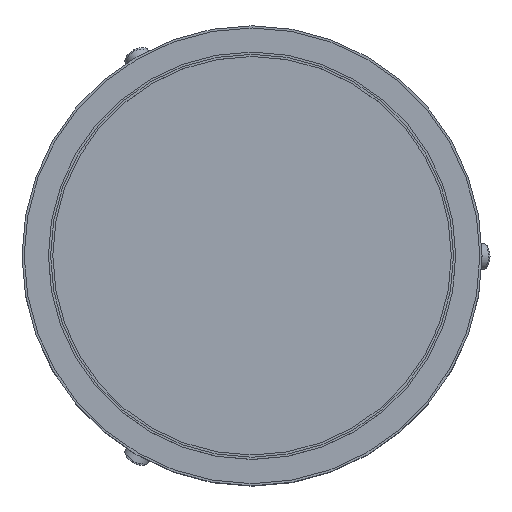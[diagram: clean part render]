
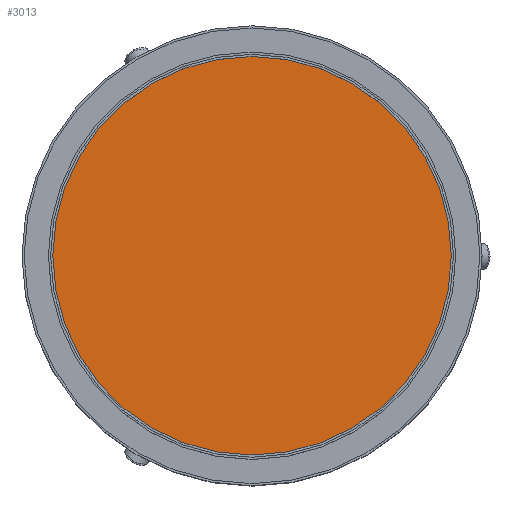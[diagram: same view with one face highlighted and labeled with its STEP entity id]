
A CAD part, top view. The second image highlights one B-rep face of the part: STEP entity #3013.
In plain terms, the highlighted planar face has unit normal (0, 0, 1).
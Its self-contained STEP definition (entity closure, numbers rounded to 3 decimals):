
#387=FACE_OUTER_BOUND('',#606,.T.);
#606=EDGE_LOOP('',(#2686));
#729=CIRCLE('',#3336,453.);
#1468=VERTEX_POINT('',#5796);
#1881=EDGE_CURVE('',#1468,#1468,#729,.T.);
#2686=ORIENTED_EDGE('',*,*,#1881,.T.);
#2852=PLANE('',#3335);
#3013=ADVANCED_FACE('',(#387),#2852,.T.);
#3335=AXIS2_PLACEMENT_3D('',#5795,#4143,#4144);
#3336=AXIS2_PLACEMENT_3D('',#5797,#4145,#4146);
#4143=DIRECTION('center_axis',(0.,0.,1.));
#4144=DIRECTION('ref_axis',(1.,0.,0.));
#4145=DIRECTION('center_axis',(0.,0.,1.));
#4146=DIRECTION('ref_axis',(-1.,0.,0.));
#5795=CARTESIAN_POINT('Origin',(0.,0.,
1188.));
#5796=CARTESIAN_POINT('',(453.,0.,1188.));
#5797=CARTESIAN_POINT('Origin',(0.,0.,1188.));
